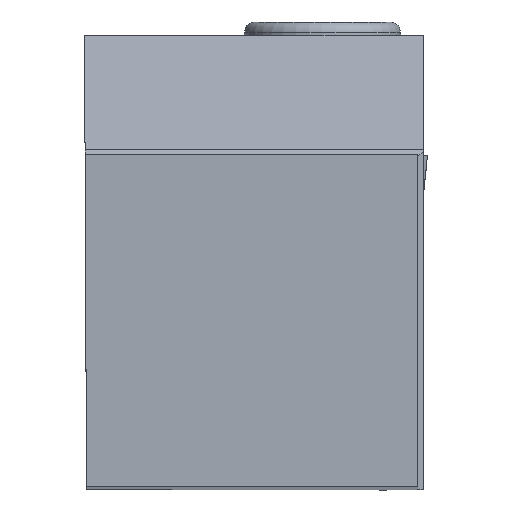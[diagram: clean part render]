
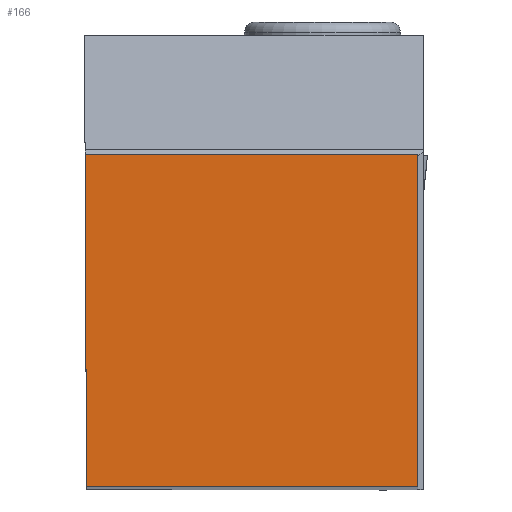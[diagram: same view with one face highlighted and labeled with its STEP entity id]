
A CAD part, top view. The second image highlights one B-rep face of the part: STEP entity #166.
In plain terms, the highlighted planar face has unit normal (0, 0, 1).
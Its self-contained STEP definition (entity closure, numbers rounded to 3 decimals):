
#166=ADVANCED_FACE('BLANK_BOXF006',(#268),#214,.F.);
#214=PLANE('',#1288);
#268=FACE_OUTER_BOUND('',#324,.T.);
#324=EDGE_LOOP('',(#831,#832,#833,#834));
#442=LINE('',#2020,#571);
#452=LINE('',#2041,#581);
#456=LINE('',#2049,#585);
#457=LINE('',#2051,#586);
#571=VECTOR('',#1517,1.);
#581=VECTOR('',#1535,1.);
#585=VECTOR('',#1541,1.);
#586=VECTOR('',#1542,1.);
#831=ORIENTED_EDGE('',*,*,#1141,.T.);
#832=ORIENTED_EDGE('',*,*,#1142,.T.);
#833=ORIENTED_EDGE('',*,*,#1137,.T.);
#834=ORIENTED_EDGE('',*,*,#1126,.T.);
#990=VERTEX_POINT('',#2019);
#991=VERTEX_POINT('',#2021);
#998=VERTEX_POINT('',#2042);
#1001=VERTEX_POINT('',#2050);
#1126=EDGE_CURVE('',#991,#990,#442,.T.);
#1137=EDGE_CURVE('',#998,#991,#452,.T.);
#1141=EDGE_CURVE('',#990,#1001,#456,.T.);
#1142=EDGE_CURVE('',#1001,#998,#457,.T.);
#1288=AXIS2_PLACEMENT_3D('',#2052,#1543,#1544);
#1517=DIRECTION('',(1.,0.,0.));
#1535=DIRECTION('',(0.004,-1.,0.));
#1541=DIRECTION('',(0.,1.,0.));
#1542=DIRECTION('',(-1.,0.,0.));
#1543=DIRECTION('',(0.,0.,-1.));
#1544=DIRECTION('',(0.,-1.,0.));
#2019=CARTESIAN_POINT('',(25.273,0.,0.));
#2020=CARTESIAN_POINT('',(-151.4,0.,0.));
#2021=CARTESIAN_POINT('',(0.11,0.,0.));
#2041=CARTESIAN_POINT('',(-0.55,151.399,0.));
#2042=CARTESIAN_POINT('',(0.,25.273,0.));
#2049=CARTESIAN_POINT('',(25.273,-151.4,0.));
#2050=CARTESIAN_POINT('',(25.273,25.273,0.));
#2051=CARTESIAN_POINT('',(151.4,25.273,0.));
#2052=CARTESIAN_POINT('',(25.685,-5.,0.));
